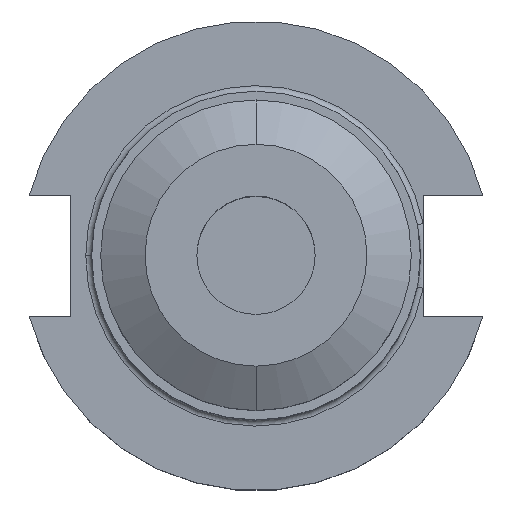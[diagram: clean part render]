
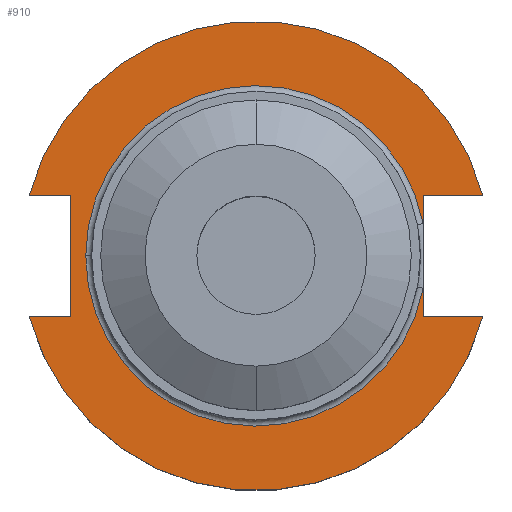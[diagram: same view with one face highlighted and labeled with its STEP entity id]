
A CAD part, top view. The second image highlights one B-rep face of the part: STEP entity #910.
In plain terms, the highlighted planar face has unit normal (0, 0, 1).
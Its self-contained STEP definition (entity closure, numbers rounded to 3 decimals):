
#7 = CARTESIAN_POINT ( 'NONE',  ( 22.606, -8.191, 19.05 ) ) ;
#20 = CARTESIAN_POINT ( 'NONE',  ( 30.675, 8.191, 19.05 ) ) ;
#55 = ORIENTED_EDGE ( 'NONE', *, *, #884, .T. ) ;
#81 = CARTESIAN_POINT ( 'NONE',  ( -30.675, 8.191, 19.05 ) ) ;
#82 = AXIS2_PLACEMENT_3D ( 'NONE', #350, #1345, #1480 ) ;
#109 = ORIENTED_EDGE ( 'NONE', *, *, #1231, .F. ) ;
#115 = CARTESIAN_POINT ( 'NONE',  ( -25.091, 8.191, 19.05 ) ) ;
#131 = AXIS2_PLACEMENT_3D ( 'NONE', #1102, #704, #1701 ) ;
#161 = FACE_OUTER_BOUND ( 'NONE', #1286, .T. ) ;
#174 = DIRECTION ( 'NONE',  ( 0., 0., 1. ) ) ;
#210 = AXIS2_PLACEMENT_3D ( 'NONE', #1877, #1154, #438 ) ;
#224 = CARTESIAN_POINT ( 'NONE',  ( 0., 0., 19.05 ) ) ;
#255 = CARTESIAN_POINT ( 'NONE',  ( -61.091, -8.191, 19.05 ) ) ;
#280 = CARTESIAN_POINT ( 'NONE',  ( -23.025, 0., 19.05 ) ) ;
#309 = CIRCLE ( 'NONE', #401, 23.025 ) ;
#314 = LINE ( 'NONE', #728, #900 ) ;
#340 = EDGE_CURVE ( 'NONE', #1058, #1416, #1031, .T. ) ;
#345 = ORIENTED_EDGE ( 'NONE', *, *, #903, .F. ) ;
#350 = CARTESIAN_POINT ( 'NONE',  ( 0., 0., 19.05 ) ) ;
#367 = ORIENTED_EDGE ( 'NONE', *, *, #1295, .T. ) ;
#401 = AXIS2_PLACEMENT_3D ( 'NONE', #224, #1212, #1663 ) ;
#414 = DIRECTION ( 'NONE',  ( 1., 0., 0. ) ) ;
#428 = DIRECTION ( 'NONE',  ( 1., 0., 0. ) ) ;
#438 = DIRECTION ( 'NONE',  ( 1., 0., 0. ) ) ;
#493 = EDGE_CURVE ( 'NONE', #1307, #1595, #717, .T. ) ;
#538 = LINE ( 'NONE', #779, #1409 ) ;
#547 = AXIS2_PLACEMENT_3D ( 'NONE', #1010, #174, #599 ) ;
#579 = VECTOR ( 'NONE', #1635, 1000. ) ;
#599 = DIRECTION ( 'NONE',  ( 1., 0., 0. ) ) ;
#699 = DIRECTION ( 'NONE',  ( 0., -1., 0. ) ) ;
#704 = DIRECTION ( 'NONE',  ( 0., 0., -1. ) ) ;
#717 = LINE ( 'NONE', #1615, #579 ) ;
#725 = EDGE_CURVE ( 'NONE', #1141, #787, #309, .T. ) ;
#728 = CARTESIAN_POINT ( 'NONE',  ( 0., -8.191, 19.05 ) ) ;
#757 = DIRECTION ( 'NONE',  ( 0., 1., 0. ) ) ;
#779 = CARTESIAN_POINT ( 'NONE',  ( 22.606, 22.225, 19.05 ) ) ;
#787 = VERTEX_POINT ( 'NONE', #1648 ) ;
#841 = ORIENTED_EDGE ( 'NONE', *, *, #1817, .T. ) ;
#884 = EDGE_CURVE ( 'NONE', #787, #1595, #1108, .T. ) ;
#894 = VECTOR ( 'NONE', #414, 1000. ) ;
#900 = VECTOR ( 'NONE', #428, 1000. ) ;
#903 = EDGE_CURVE ( 'NONE', #1058, #1783, #1293, .T. ) ;
#910 = ADVANCED_FACE ( 'NONE', ( #161 ), #1548, .F. ) ;
#953 = VERTEX_POINT ( 'NONE', #992 ) ;
#960 = CARTESIAN_POINT ( 'NONE',  ( 22.606, 22.225, 19.05 ) ) ;
#974 = VECTOR ( 'NONE', #699, 1000. ) ;
#975 = VERTEX_POINT ( 'NONE', #1476 ) ;
#976 = CIRCLE ( 'NONE', #547, 31.75 ) ;
#992 = CARTESIAN_POINT ( 'NONE',  ( -25.091, 8.191, 19.05 ) ) ;
#1010 = CARTESIAN_POINT ( 'NONE',  ( 0., 0., 19.05 ) ) ;
#1031 = CIRCLE ( 'NONE', #210, 31.75 ) ;
#1044 = CARTESIAN_POINT ( 'NONE',  ( 30.675, -8.191, 19.05 ) ) ;
#1051 = VERTEX_POINT ( 'NONE', #81 ) ;
#1058 = VERTEX_POINT ( 'NONE', #1370 ) ;
#1102 = CARTESIAN_POINT ( 'NONE',  ( 0., 22.225, 19.05 ) ) ;
#1108 = LINE ( 'NONE', #960, #1583 ) ;
#1128 = EDGE_CURVE ( 'NONE', #1051, #953, #1195, .T. ) ;
#1131 = ORIENTED_EDGE ( 'NONE', *, *, #1389, .T. ) ;
#1141 = VERTEX_POINT ( 'NONE', #280 ) ;
#1154 = DIRECTION ( 'NONE',  ( 0., 0., 1. ) ) ;
#1162 = VECTOR ( 'NONE', #1395, 1000. ) ;
#1165 = CARTESIAN_POINT ( 'NONE',  ( 22.606, 8.191, 19.05 ) ) ;
#1195 = LINE ( 'NONE', #1264, #1162 ) ;
#1212 = DIRECTION ( 'NONE',  ( 0., 0., -1. ) ) ;
#1231 = EDGE_CURVE ( 'NONE', #1334, #1416, #314, .T. ) ;
#1264 = CARTESIAN_POINT ( 'NONE',  ( -61.091, 8.191, 19.05 ) ) ;
#1286 = EDGE_LOOP ( 'NONE', ( #1131, #1330, #1464, #55, #1479, #367, #1673, #841, #345, #1534, #109 ) ) ;
#1293 = LINE ( 'NONE', #255, #894 ) ;
#1295 = EDGE_CURVE ( 'NONE', #1307, #1051, #976, .T. ) ;
#1307 = VERTEX_POINT ( 'NONE', #20 ) ;
#1313 = LINE ( 'NONE', #115, #974 ) ;
#1330 = ORIENTED_EDGE ( 'NONE', *, *, #1436, .T. ) ;
#1334 = VERTEX_POINT ( 'NONE', #7 ) ;
#1345 = DIRECTION ( 'NONE',  ( 0., 0., -1. ) ) ;
#1370 = CARTESIAN_POINT ( 'NONE',  ( -30.675, -8.191, 19.05 ) ) ;
#1389 = EDGE_CURVE ( 'NONE', #1334, #975, #538, .T. ) ;
#1395 = DIRECTION ( 'NONE',  ( 1., 0., 0. ) ) ;
#1409 = VECTOR ( 'NONE', #757, 1000. ) ;
#1416 = VERTEX_POINT ( 'NONE', #1044 ) ;
#1436 = EDGE_CURVE ( 'NONE', #975, #1141, #1609, .T. ) ;
#1464 = ORIENTED_EDGE ( 'NONE', *, *, #725, .T. ) ;
#1476 = CARTESIAN_POINT ( 'NONE',  ( 22.606, -4.373, 19.05 ) ) ;
#1479 = ORIENTED_EDGE ( 'NONE', *, *, #493, .F. ) ;
#1480 = DIRECTION ( 'NONE',  ( -1., 0., 0. ) ) ;
#1511 = CARTESIAN_POINT ( 'NONE',  ( -25.091, -8.191, 19.05 ) ) ;
#1534 = ORIENTED_EDGE ( 'NONE', *, *, #340, .T. ) ;
#1548 = PLANE ( 'NONE',  #131 ) ;
#1583 = VECTOR ( 'NONE', #1691, 1000. ) ;
#1595 = VERTEX_POINT ( 'NONE', #1165 ) ;
#1609 = CIRCLE ( 'NONE', #82, 23.025 ) ;
#1615 = CARTESIAN_POINT ( 'NONE',  ( 0., 8.191, 19.05 ) ) ;
#1635 = DIRECTION ( 'NONE',  ( -1., 0., 0. ) ) ;
#1648 = CARTESIAN_POINT ( 'NONE',  ( 22.606, 4.373, 19.05 ) ) ;
#1663 = DIRECTION ( 'NONE',  ( -1., 0., 0. ) ) ;
#1673 = ORIENTED_EDGE ( 'NONE', *, *, #1128, .T. ) ;
#1691 = DIRECTION ( 'NONE',  ( 0., 1., 0. ) ) ;
#1701 = DIRECTION ( 'NONE',  ( -1., 0., 0. ) ) ;
#1783 = VERTEX_POINT ( 'NONE', #1511 ) ;
#1817 = EDGE_CURVE ( 'NONE', #953, #1783, #1313, .T. ) ;
#1877 = CARTESIAN_POINT ( 'NONE',  ( 0., 0., 19.05 ) ) ;
